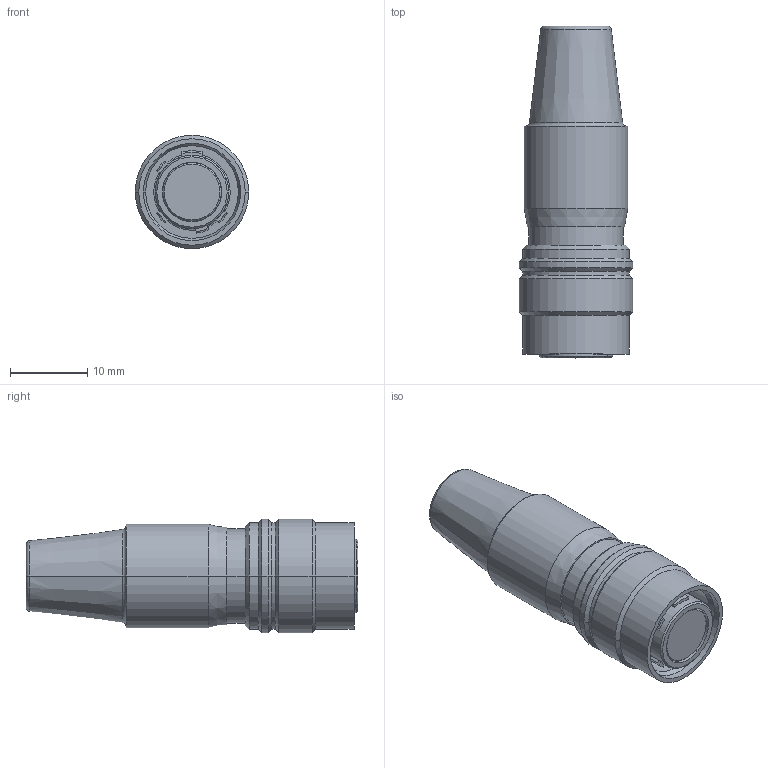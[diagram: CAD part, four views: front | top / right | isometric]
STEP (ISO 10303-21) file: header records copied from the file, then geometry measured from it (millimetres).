
FILE_DESCRIPTION(('CoCreate Modeling STEP Export'),'2;1');
FILE_NAME('HR10A-10P-10S.stp','2010-02-10T15:46:40',(''),(''),'CoCreate Modeling STEP processor for AP214 (Solid Model)','CoCreate Modeling 16.00B 02-Dec-2008 (C) Parametric Technology GmbH','');
FILE_SCHEMA(('AUTOMOTIVE_DESIGN { 1 0 10303 214 1 1 1 1 }'));
Length unit declared in the file: millimetre
Products named in the file (1): HR10A-10P-10S
Bounding box: 14.7 x 43 x 14.7 mm (x, y, z)
Volume: 5254.1 mm3; surface area: 2402.8 mm2
Topology: 1 solids, 1 shells, 120 faces, 285 edges, 177 vertices
Faces by surface type: cylinder 35, plane 29, torus 24, cone 20, bspline 12
Entity records: 5511 total; most frequent: CARTESIAN_POINT 3110, ORIENTED_EDGE 570, DIRECTION 396, EDGE_CURVE 285, VERTEX_POINT 177, AXIS2_PLACEMENT_3D 152, EDGE_LOOP 130, FACE_OUTER_BOUND 120
